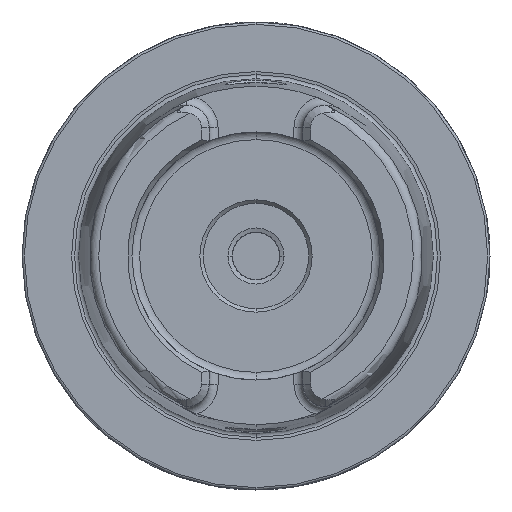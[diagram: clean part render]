
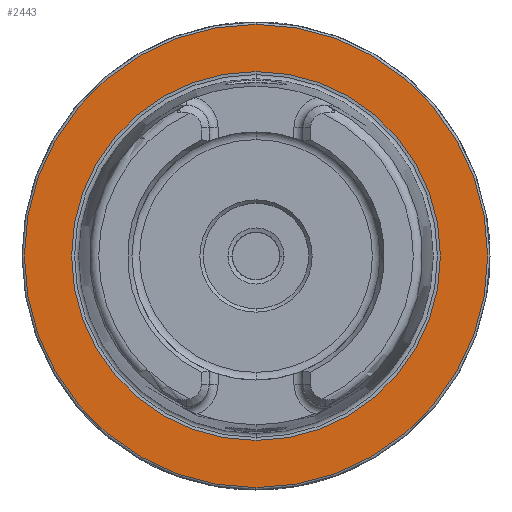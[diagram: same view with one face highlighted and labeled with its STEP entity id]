
A CAD part, left-side view. The second image highlights one B-rep face of the part: STEP entity #2443.
In plain terms, the highlighted planar face has unit normal (-1, 0, 0).
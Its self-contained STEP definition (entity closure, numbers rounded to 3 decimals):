
#39 = DIRECTION ( 'NONE',  ( 0., 0., 1. ) ) ;
#346 = EDGE_LOOP ( 'NONE', ( #3734, #6321 ) ) ;
#515 = CARTESIAN_POINT ( 'NONE',  ( 0., 0., 39.405 ) ) ;
#1125 = PLANE ( 'NONE',  #9920 ) ;
#1143 = CARTESIAN_POINT ( 'NONE',  ( 0., 0., 0. ) ) ;
#1391 = CIRCLE ( 'NONE', #6690, 49.5 ) ;
#1498 = VERTEX_POINT ( 'NONE', #5013 ) ;
#1554 = CARTESIAN_POINT ( 'NONE',  ( 0., 0., -49.5 ) ) ;
#1976 = CARTESIAN_POINT ( 'NONE',  ( 0., 0., -39.405 ) ) ;
#2270 = DIRECTION ( 'NONE',  ( 0., 0., 1. ) ) ;
#2443 = ADVANCED_FACE ( 'NONE', ( #11216, #4936 ), #1125, .F. ) ;
#2888 = CIRCLE ( 'NONE', #4478, 39.405 ) ;
#2919 = CIRCLE ( 'NONE', #11974, 39.405 ) ;
#2928 = ORIENTED_EDGE ( 'NONE', *, *, #11990, .F. ) ;
#3327 = CARTESIAN_POINT ( 'NONE',  ( 0., 0., 0. ) ) ;
#3458 = DIRECTION ( 'NONE',  ( -1., 0., 0. ) ) ;
#3734 = ORIENTED_EDGE ( 'NONE', *, *, #7319, .T. ) ;
#4478 = AXIS2_PLACEMENT_3D ( 'NONE', #11660, #5339, #39 ) ;
#4936 = FACE_OUTER_BOUND ( 'NONE', #346, .T. ) ;
#5013 = CARTESIAN_POINT ( 'NONE',  ( 0., 0., 49.5 ) ) ;
#5339 = DIRECTION ( 'NONE',  ( -1., 0., 0. ) ) ;
#5345 = DIRECTION ( 'NONE',  ( 1., 0., 0. ) ) ;
#5501 = VERTEX_POINT ( 'NONE', #515 ) ;
#5567 = DIRECTION ( 'NONE',  ( 0., 0., 1. ) ) ;
#5611 = DIRECTION ( 'NONE',  ( -1., 0., 0. ) ) ;
#6321 = ORIENTED_EDGE ( 'NONE', *, *, #7304, .T. ) ;
#6690 = AXIS2_PLACEMENT_3D ( 'NONE', #3327, #5611, #5567 ) ;
#6755 = VERTEX_POINT ( 'NONE', #1976 ) ;
#6865 = AXIS2_PLACEMENT_3D ( 'NONE', #12991, #3458, #2270 ) ;
#6904 = VERTEX_POINT ( 'NONE', #1554 ) ;
#7304 = EDGE_CURVE ( 'NONE', #6904, #1498, #1391, .T. ) ;
#7319 = EDGE_CURVE ( 'NONE', #1498, #6904, #11772, .T. ) ;
#7321 = DIRECTION ( 'NONE',  ( 0., 0., -1. ) ) ;
#8793 = ORIENTED_EDGE ( 'NONE', *, *, #12789, .F. ) ;
#9920 = AXIS2_PLACEMENT_3D ( 'NONE', #12541, #5345, #7321 ) ;
#11216 = FACE_BOUND ( 'NONE', #11651, .T. ) ;
#11651 = EDGE_LOOP ( 'NONE', ( #8793, #2928 ) ) ;
#11660 = CARTESIAN_POINT ( 'NONE',  ( 0., 0., 0. ) ) ;
#11772 = CIRCLE ( 'NONE', #6865, 49.5 ) ;
#11974 = AXIS2_PLACEMENT_3D ( 'NONE', #1143, #12692, #12876 ) ;
#11990 = EDGE_CURVE ( 'NONE', #6755, #5501, #2919, .T. ) ;
#12541 = CARTESIAN_POINT ( 'NONE',  ( 0., 49.5, 0. ) ) ;
#12692 = DIRECTION ( 'NONE',  ( -1., 0., 0. ) ) ;
#12789 = EDGE_CURVE ( 'NONE', #5501, #6755, #2888, .T. ) ;
#12876 = DIRECTION ( 'NONE',  ( 0., 0., 1. ) ) ;
#12991 = CARTESIAN_POINT ( 'NONE',  ( 0., 0., 0. ) ) ;
